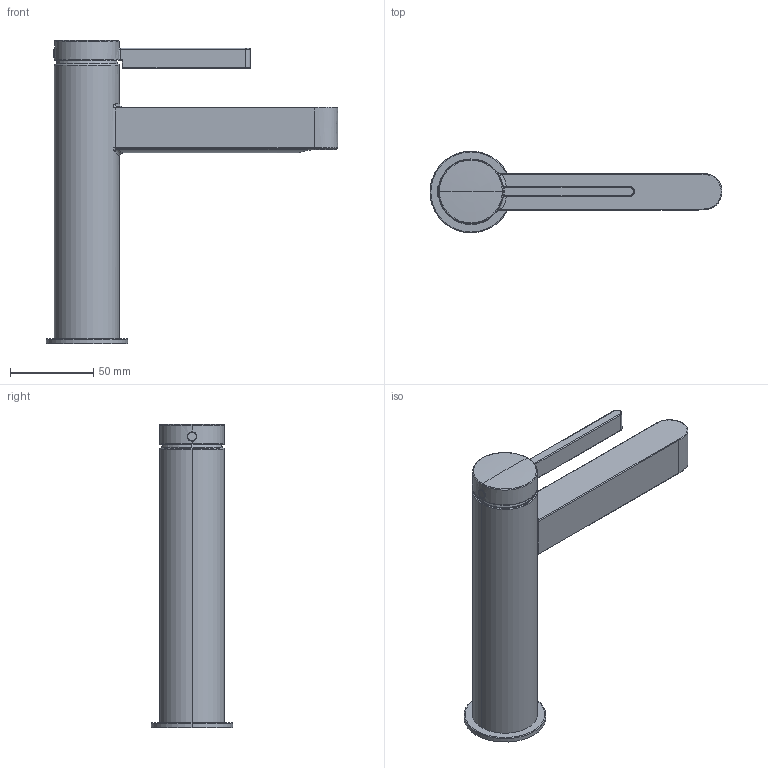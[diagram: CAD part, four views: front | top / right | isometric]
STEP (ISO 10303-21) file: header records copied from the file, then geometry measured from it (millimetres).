
FILE_DESCRIPTION(('CAx-IF Rec.Pracs.---Model Styling and Organization---1.2---2011-12-15','CAx-IF Rec.Pracs.---Geometric and Assembly Validation Properties---4.1---2014-06-16','CAx-IF Rec.Pracs.---PMI Polyline Presentation---2.0---2013-05-24'),'2;1');
FILE_NAME('1000145761_PPR_000.stp','2020-08-31T09:02:12+02:00',(''),(''),'STEP Interface 4.3 by CT CoreTechnologie','3D_Evolution4.3 by CT CoreTechnologie','');
FILE_SCHEMA(('AP203_CONFIGURATION_CONTROLLED_3D_DESIGN_OF_MECHANICAL_PARTS_AND_ASSEMBLIES_MIM_LF'));
Length unit declared in the file: millimetre
Products named in the file (7): P_2 HG ReFlex WTM 110 Push-Open 1000145761_PPR_000_A0; P_2 GK WTM 110 o.Z. M25XS ReFlex 1000145760_PPA_000_A0; P_2_SR_CA-M16,5x1_HC_1,5gpm-lam_gruen_m. 1000145158_PPA_000_A0; P_2 Griff WTM M25XS ReFlex 1000145766_PPA_000_A0; Griffstopfen_KHM_M54 1000132370_PPA_000_A3; P_2 Rosette WTM ReFlex 1000145762_PPA_000_A0; P_2 Rosette_KHM_M54 1000124710_PPA_000_A0
Assembly tree (6 placements, depth 2):
  P_2 HG ReFlex WTM 110 Push-Open 1000145761_PPR_000_A0
    P_2 GK WTM 110 o.Z. M25XS ReFlex 1000145760_PPA_000_A0
    P_2_SR_CA-M16,5x1_HC_1,5gpm-lam_gruen_m. 1000145158_PPA_000_A0
    P_2 Griff WTM M25XS ReFlex 1000145766_PPA_000_A0
    Griffstopfen_KHM_M54 1000132370_PPA_000_A3
    P_2 Rosette WTM ReFlex 1000145762_PPA_000_A0
    P_2 Rosette_KHM_M54 1000124710_PPA_000_A0
Bounding box: 175 x 49 x 182.2 mm (x, y, z)
Volume: 304351 mm3; surface area: 50940.3 mm2
Topology: 7 solids, 7 shells, 1273 faces, 2764 edges, 1514 vertices
Faces by surface type: plane 576, cylinder 532, bspline 165
Entity records: 58722 total; most frequent: CARTESIAN_POINT 18429, ORIENTED_EDGE 5516, DIRECTION 5416, EDGE_CURVE 2758, AXIS2_PLACEMENT_3D 1842, VECTOR 1732, LINE 1732, VERTEX_POINT 1514
